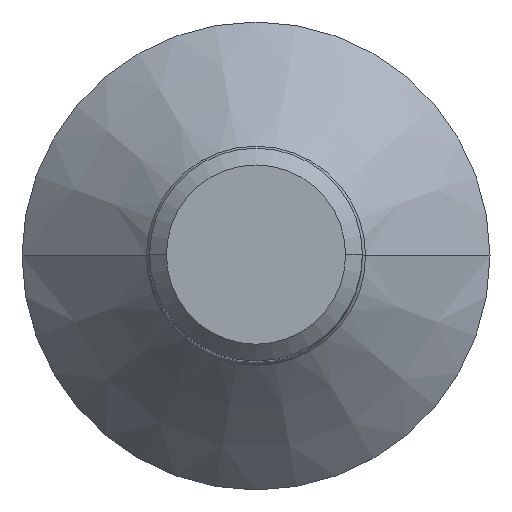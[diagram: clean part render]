
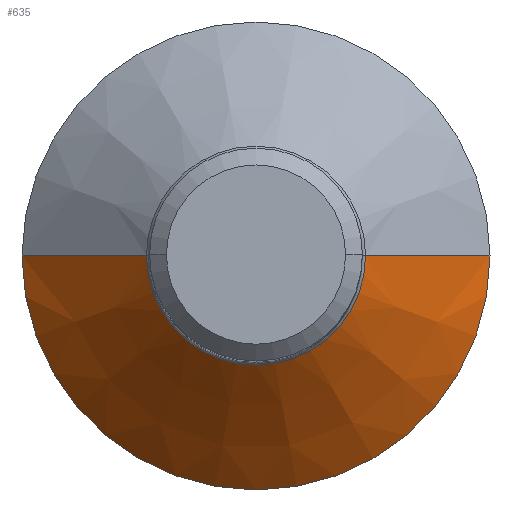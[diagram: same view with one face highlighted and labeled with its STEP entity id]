
A CAD part, top view. The second image highlights one B-rep face of the part: STEP entity #635.
In plain terms, the highlighted conical face has half-angle 45 degrees and reference radius 13.191 mm.
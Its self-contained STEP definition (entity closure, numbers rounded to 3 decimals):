
#36 = EDGE_CURVE ( 'NONE', #210, #515, #700, .T. ) ;
#51 = AXIS2_PLACEMENT_3D ( 'NONE', #770, #588, #645 ) ;
#97 = VERTEX_POINT ( 'NONE', #304 ) ;
#105 = VECTOR ( 'NONE', #721, 1000. ) ;
#116 = CARTESIAN_POINT ( 'NONE',  ( -13.191, 0., 0. ) ) ;
#120 = ORIENTED_EDGE ( 'NONE', *, *, #610, .T. ) ;
#147 = AXIS2_PLACEMENT_3D ( 'NONE', #220, #352, #621 ) ;
#202 = CARTESIAN_POINT ( 'NONE',  ( 0., 0., 0. ) ) ;
#210 = VERTEX_POINT ( 'NONE', #650 ) ;
#220 = CARTESIAN_POINT ( 'NONE',  ( 0., 0., 7.016 ) ) ;
#222 = VERTEX_POINT ( 'NONE', #702 ) ;
#252 = EDGE_CURVE ( 'NONE', #222, #97, #383, .T. ) ;
#304 = CARTESIAN_POINT ( 'NONE',  ( 13.191, 0., 0. ) ) ;
#305 = AXIS2_PLACEMENT_3D ( 'NONE', #202, #791, #729 ) ;
#352 = DIRECTION ( 'NONE',  ( 0., 0., -1. ) ) ;
#368 = EDGE_CURVE ( 'NONE', #210, #97, #393, .T. ) ;
#383 = CIRCLE ( 'NONE', #51, 13.191 ) ;
#393 = LINE ( 'NONE', #400, #449 ) ;
#398 = DIRECTION ( 'NONE',  ( 0.707, 0., -0.707 ) ) ;
#400 = CARTESIAN_POINT ( 'NONE',  ( 13.191, 0., 0. ) ) ;
#449 = VECTOR ( 'NONE', #398, 1000. ) ;
#515 = VERTEX_POINT ( 'NONE', #712 ) ;
#540 = EDGE_LOOP ( 'NONE', ( #846, #638, #120, #640 ) ) ;
#588 = DIRECTION ( 'NONE',  ( 0., 0., 1. ) ) ;
#610 = EDGE_CURVE ( 'NONE', #515, #222, #730, .T. ) ;
#621 = DIRECTION ( 'NONE',  ( 1., 0., 0. ) ) ;
#635 = ADVANCED_FACE ( 'NONE', ( #809 ), #711, .T. ) ;
#638 = ORIENTED_EDGE ( 'NONE', *, *, #36, .T. ) ;
#640 = ORIENTED_EDGE ( 'NONE', *, *, #252, .T. ) ;
#645 = DIRECTION ( 'NONE',  ( -1., 0., 0. ) ) ;
#650 = CARTESIAN_POINT ( 'NONE',  ( 6.176, 0., 7.016 ) ) ;
#700 = CIRCLE ( 'NONE', #147, 6.176 ) ;
#702 = CARTESIAN_POINT ( 'NONE',  ( -13.191, 0., 0. ) ) ;
#711 = CONICAL_SURFACE ( 'NONE', #305, 13.191, 0.785 ) ;
#712 = CARTESIAN_POINT ( 'NONE',  ( -6.176, 0., 7.016 ) ) ;
#721 = DIRECTION ( 'NONE',  ( -0.707, 0., -0.707 ) ) ;
#729 = DIRECTION ( 'NONE',  ( -1., 0., 0. ) ) ;
#730 = LINE ( 'NONE', #116, #105 ) ;
#770 = CARTESIAN_POINT ( 'NONE',  ( 0., 0., 0. ) ) ;
#791 = DIRECTION ( 'NONE',  ( 0., 0., -1. ) ) ;
#809 = FACE_OUTER_BOUND ( 'NONE', #540, .T. ) ;
#846 = ORIENTED_EDGE ( 'NONE', *, *, #368, .F. ) ;
